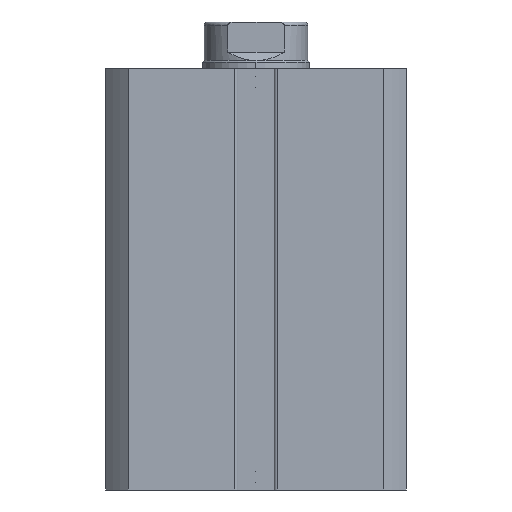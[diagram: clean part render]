
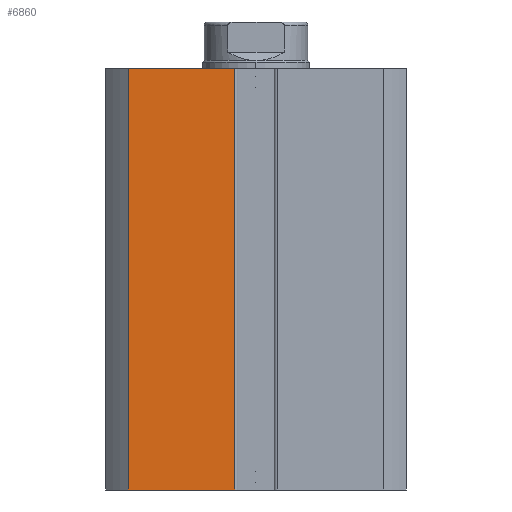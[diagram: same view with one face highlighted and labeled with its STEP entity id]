
A CAD part, front view. The second image highlights one B-rep face of the part: STEP entity #6860.
In plain terms, the highlighted planar face has unit normal (0, -1, 0).
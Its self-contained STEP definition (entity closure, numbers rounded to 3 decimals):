
#1029 = VECTOR ( 'NONE', #3329, 1000. ) ;
#1039 = LINE ( 'NONE', #3331, #1029 ) ;
#1142 = LINE ( 'NONE', #3880, #1146 ) ;
#1146 = VECTOR ( 'NONE', #3871, 1000. ) ;
#1533 = LINE ( 'NONE', #3844, #1534 ) ;
#1534 = VECTOR ( 'NONE', #3843, 1000. ) ;
#1539 = LINE ( 'NONE', #3837, #1540 ) ;
#1540 = VECTOR ( 'NONE', #3836, 1000. ) ;
#2099 = FACE_OUTER_BOUND ( 'NONE', #5549, .T. ) ;
#2932 = PLANE ( 'NONE',  #6630 ) ;
#2935 = CARTESIAN_POINT ( 'NONE',  ( -22.5, -22.5, 63. ) ) ;
#2950 = DIRECTION ( 'NONE',  ( 0., 1., 0. ) ) ;
#2951 = DIRECTION ( 'NONE',  ( 0., 0., 1. ) ) ;
#3329 = DIRECTION ( 'NONE',  ( 1., 0., 0. ) ) ;
#3331 = CARTESIAN_POINT ( 'NONE',  ( -22.5, -22.5, 0. ) ) ;
#3435 = CARTESIAN_POINT ( 'NONE',  ( -3.2, -22.5, 0. ) ) ;
#3505 = CARTESIAN_POINT ( 'NONE',  ( -19.079, -22.5, 0. ) ) ;
#3519 = CARTESIAN_POINT ( 'NONE',  ( -19.079, -22.5, 63. ) ) ;
#3836 = DIRECTION ( 'NONE',  ( 0., 0., 1. ) ) ;
#3837 = CARTESIAN_POINT ( 'NONE',  ( -3.2, -22.5, 63. ) ) ;
#3843 = DIRECTION ( 'NONE',  ( 0., 0., 1. ) ) ;
#3844 = CARTESIAN_POINT ( 'NONE',  ( -19.079, -22.5, 0. ) ) ;
#3871 = DIRECTION ( 'NONE',  ( 1., 0., 0. ) ) ;
#3880 = CARTESIAN_POINT ( 'NONE',  ( -22.5, -22.5, 63. ) ) ;
#4618 = VERTEX_POINT ( 'NONE', #4856 ) ;
#4856 = CARTESIAN_POINT ( 'NONE',  ( -3.2, -22.5, 63. ) ) ;
#4934 = VERTEX_POINT ( 'NONE', #3519 ) ;
#4945 = VERTEX_POINT ( 'NONE', #3505 ) ;
#4994 = VERTEX_POINT ( 'NONE', #3435 ) ;
#5146 = ORIENTED_EDGE ( 'NONE', *, *, #6046, .F. ) ;
#5154 = ORIENTED_EDGE ( 'NONE', *, *, #5791, .F. ) ;
#5157 = ORIENTED_EDGE ( 'NONE', *, *, #5720, .T. ) ;
#5184 = ORIENTED_EDGE ( 'NONE', *, *, #6049, .T. ) ;
#5549 = EDGE_LOOP ( 'NONE', ( #5146, #5157, #5184, #5154 ) ) ;
#5720 = EDGE_CURVE ( 'NONE', #4945, #4994, #1039, .T. ) ;
#5791 = EDGE_CURVE ( 'NONE', #4934, #4618, #1142, .T. ) ;
#6046 = EDGE_CURVE ( 'NONE', #4945, #4934, #1533, .T. ) ;
#6049 = EDGE_CURVE ( 'NONE', #4994, #4618, #1539, .T. ) ;
#6630 = AXIS2_PLACEMENT_3D ( 'NONE', #2935, #2950, #2951 ) ;
#6860 = ADVANCED_FACE ( 'NONE', ( #2099 ), #2932, .F. ) ;
